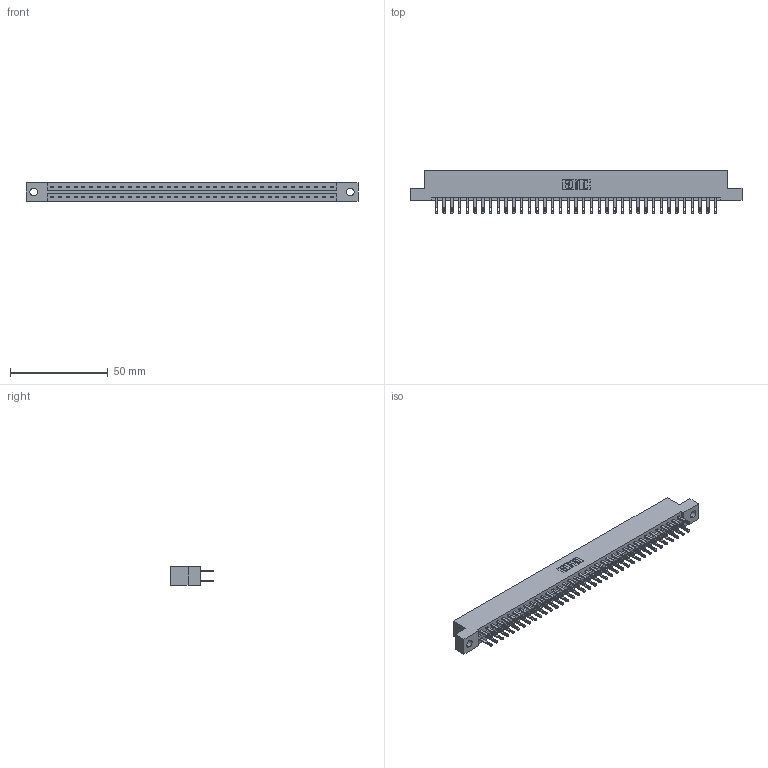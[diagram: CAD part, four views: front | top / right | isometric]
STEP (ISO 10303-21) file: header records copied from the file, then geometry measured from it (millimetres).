
FILE_DESCRIPTION (( 'STEP AP203' ), '1' );
FILE_NAME ('337-074-500-204.STEP', '2018-08-11T16:15:27', ( '' ), ( '' ), 'SwSTEP 2.0', 'SolidWorks 2016', '' );
FILE_SCHEMA (( 'CONFIG_CONTROL_DESIGN' ));
Length unit declared in the file: inch
Products named in the file (3): 337 Part_Flush Mounting Lugs - 0.156 Dia-TH; 345-292-001_345-293-100; 337-074-500-204
Assembly tree (75 placements, depth 2):
  337-074-500-204
    337 Part_Flush Mounting Lugs - 0.156 Dia-TH
    345-292-001_345-293-100  x74
Bounding box: 169.62 x 21.85 x 9.4 mm (x, y, z)
Volume: 17947.7 mm3; surface area: 20859.9 mm2
Topology: 75 solids, 75 shells, 3814 faces, 11633 edges, 7754 vertices
Faces by surface type: plane 2438, cylinder 1376
Entity records: 29267 total; most frequent: CARTESIAN_POINT 4934, ORIENTED_EDGE 4870, DIRECTION 4207, EDGE_CURVE 2435, LINE 2303, VECTOR 2303, VERTEX_POINT 1622, AXIS2_PLACEMENT_3D 952
